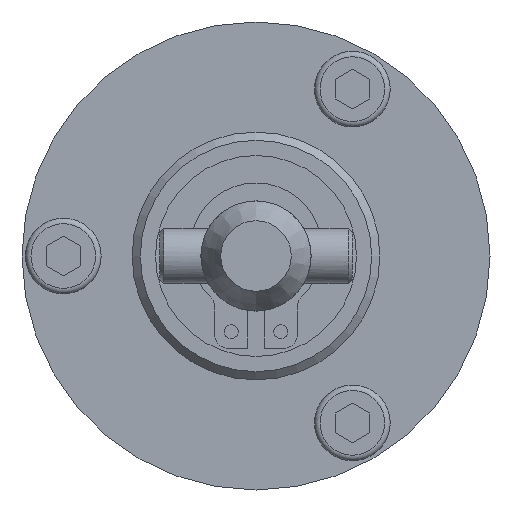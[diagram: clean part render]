
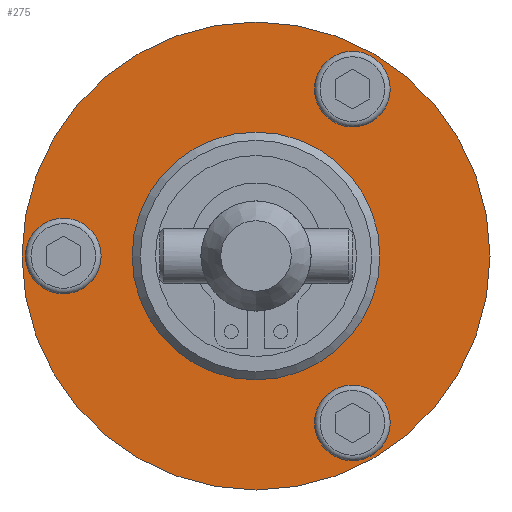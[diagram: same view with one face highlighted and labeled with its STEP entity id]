
A CAD part, front view. The second image highlights one B-rep face of the part: STEP entity #275.
In plain terms, the highlighted planar face has unit normal (0, -1, 0).
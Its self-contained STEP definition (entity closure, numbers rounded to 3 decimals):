
#275 = ADVANCED_FACE( '', ( #599, #600, #601, #602, #603 ), #604, .F. );
#599 = FACE_BOUND( '', #957, .T. );
#600 = FACE_BOUND( '', #958, .T. );
#601 = FACE_BOUND( '', #959, .T. );
#602 = FACE_BOUND( '', #960, .T. );
#603 = FACE_OUTER_BOUND( '', #961, .T. );
#604 = PLANE( '', #962 );
#957 = EDGE_LOOP( '', ( #1597 ) );
#958 = EDGE_LOOP( '', ( #1598 ) );
#959 = EDGE_LOOP( '', ( #1599 ) );
#960 = EDGE_LOOP( '', ( #1600 ) );
#961 = EDGE_LOOP( '', ( #1601 ) );
#962 = AXIS2_PLACEMENT_3D( '', #1602, #1603, #1604 );
#1597 = ORIENTED_EDGE( '', *, *, #1974, .F. );
#1598 = ORIENTED_EDGE( '', *, *, #1979, .T. );
#1599 = ORIENTED_EDGE( '', *, *, #1969, .T. );
#1600 = ORIENTED_EDGE( '', *, *, #1942, .T. );
#1601 = ORIENTED_EDGE( '', *, *, #1852, .T. );
#1602 = CARTESIAN_POINT( '', ( 17., 0., 0. ) );
#1603 = DIRECTION( '', ( 0., 1., 0. ) );
#1604 = DIRECTION( '', ( 0., 0., 1. ) );
#1852 = EDGE_CURVE( '', #2173, #2173, #2174, .T. );
#1942 = EDGE_CURVE( '', #2311, #2311, #2312, .T. );
#1969 = EDGE_CURVE( '', #2348, #2348, #2349, .T. );
#1974 = EDGE_CURVE( '', #2354, #2354, #2355, .T. );
#1979 = EDGE_CURVE( '', #2360, #2360, #2361, .T. );
#2173 = VERTEX_POINT( '', #2648 );
#2174 = CIRCLE( '', #2649, 17. );
#2311 = VERTEX_POINT( '', #2904 );
#2312 = CIRCLE( '', #2905, 1.5 );
#2348 = VERTEX_POINT( '', #2961 );
#2349 = CIRCLE( '', #2962, 1.5 );
#2354 = VERTEX_POINT( '', #2969 );
#2355 = CIRCLE( '', #2970, 9. );
#2360 = VERTEX_POINT( '', #2975 );
#2361 = CIRCLE( '', #2976, 1.5 );
#2648 = CARTESIAN_POINT( '', ( 0., 0., -17. ) );
#2649 = AXIS2_PLACEMENT_3D( '', #3246, #3247, #3248 );
#2904 = CARTESIAN_POINT( '', ( 7., 0., 13.624 ) );
#2905 = AXIS2_PLACEMENT_3D( '', #3349, #3350, #3351 );
#2961 = CARTESIAN_POINT( '', ( 7., 0., -10.624 ) );
#2962 = AXIS2_PLACEMENT_3D( '', #3376, #3377, #3378 );
#2969 = CARTESIAN_POINT( '', ( 0., 0., -9. ) );
#2970 = AXIS2_PLACEMENT_3D( '', #3381, #3382, #3383 );
#2975 = CARTESIAN_POINT( '', ( -14., 0., 1.5 ) );
#2976 = AXIS2_PLACEMENT_3D( '', #3384, #3385, #3386 );
#3246 = CARTESIAN_POINT( '', ( 0., 0., 0. ) );
#3247 = DIRECTION( '', ( 0., -1., 0. ) );
#3248 = DIRECTION( '', ( 0., 0., -1. ) );
#3349 = CARTESIAN_POINT( '', ( 7., 0., 12.124 ) );
#3350 = DIRECTION( '', ( 0., 1., 0. ) );
#3351 = DIRECTION( '', ( 0., 0., 1. ) );
#3376 = CARTESIAN_POINT( '', ( 7., 0., -12.124 ) );
#3377 = DIRECTION( '', ( 0., 1., 0. ) );
#3378 = DIRECTION( '', ( 0., 0., 1. ) );
#3381 = CARTESIAN_POINT( '', ( 0., 0., 0. ) );
#3382 = DIRECTION( '', ( 0., -1., 0. ) );
#3383 = DIRECTION( '', ( 0., 0., -1. ) );
#3384 = CARTESIAN_POINT( '', ( -14., 0., 0. ) );
#3385 = DIRECTION( '', ( 0., 1., 0. ) );
#3386 = DIRECTION( '', ( 0., 0., 1. ) );
